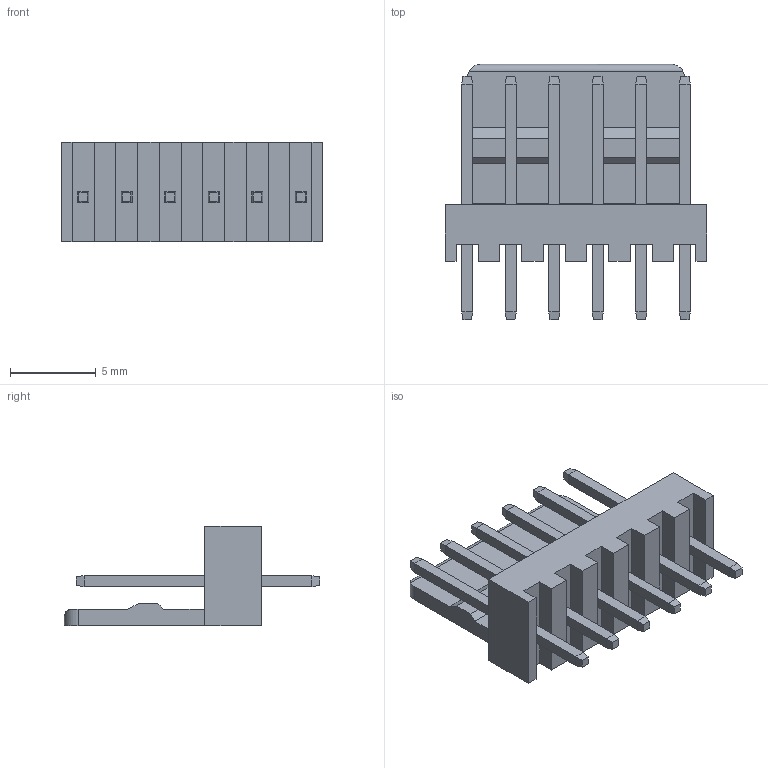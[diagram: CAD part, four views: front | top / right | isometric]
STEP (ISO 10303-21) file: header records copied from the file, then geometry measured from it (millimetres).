
FILE_DESCRIPTION (( 'STEP AP203' ), '1' );
FILE_NAME ('CI3106P1V00.STEP', '2018-07-17T05:46:47', ( '' ), ( '' ), 'SwSTEP 2.0', 'SolidWorks 2017', '' );
FILE_SCHEMA (( 'CONFIG_CONTROL_DESIGN' ));
Length unit declared in the file: millimetre
Products named in the file (3): PIN V; CI31 6P; CI3106P1V00
Assembly tree (7 placements, depth 2):
  CI3106P1V00
    CI31 6P
    PIN V  x6
Bounding box: 15.24 x 14.9 x 5.8 mm (x, y, z)
Volume: 379.3 mm3; surface area: 844.6 mm2
Topology: 7 solids, 7 shells, 154 faces, 372 edges, 232 vertices
Faces by surface type: plane 150, cylinder 4
Entity records: 3119 total; most frequent: CARTESIAN_POINT 494, ORIENTED_EDGE 464, DIRECTION 424, EDGE_CURVE 232, VECTOR 224, LINE 224, VERTEX_POINT 152, AXIS2_PLACEMENT_3D 100
